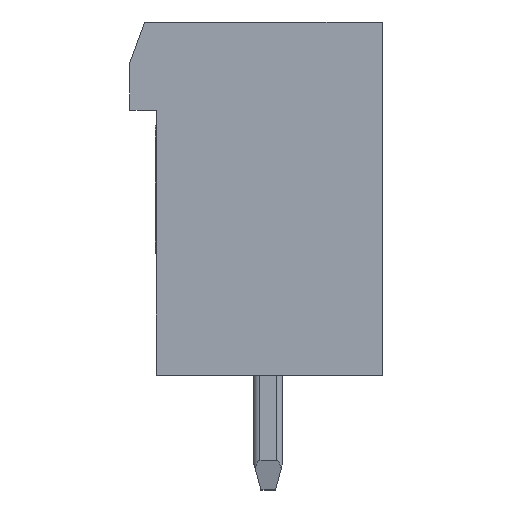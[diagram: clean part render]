
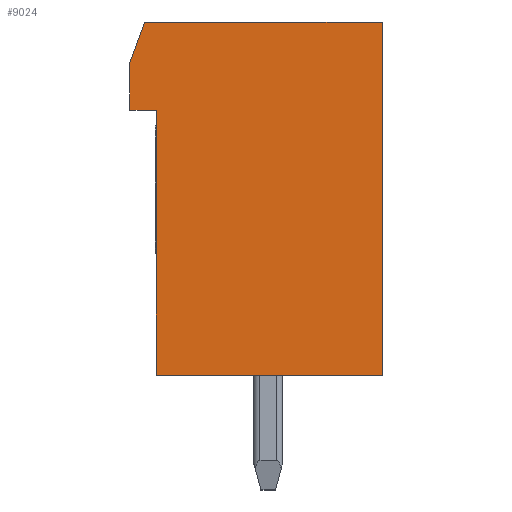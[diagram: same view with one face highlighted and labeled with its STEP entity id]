
A CAD part, left-side view. The second image highlights one B-rep face of the part: STEP entity #9024.
In plain terms, the highlighted planar face has unit normal (-1, 0, 0).
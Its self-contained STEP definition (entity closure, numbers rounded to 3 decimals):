
#9024=ADVANCED_FACE('',(#20318),#20319,.F.);
#13024=VERTEX_POINT('',#24860);
#13028=VERTEX_POINT('',#24864);
#13030=EDGE_CURVE('',#13024,#13028,#24866,.T.);
#13120=VERTEX_POINT('',#24956);
#13124=EDGE_CURVE('',#13024,#13120,#24960,.T.);
#13126=VERTEX_POINT('',#24962);
#13130=VERTEX_POINT('',#24966);
#13134=EDGE_CURVE('',#13126,#13130,#24970,.T.);
#13136=VERTEX_POINT('',#24972);
#13142=EDGE_CURVE('',#13028,#13136,#24978,.T.);
#13178=VERTEX_POINT('',#25015);
#13182=EDGE_CURVE('',#13178,#13126,#25019,.T.);
#13186=EDGE_CURVE('',#13120,#13178,#25023,.T.);
#13198=EDGE_CURVE('',#13136,#13130,#25035,.T.);
#20318=FACE_OUTER_BOUND('',#39602,.T.);
#20319=PLANE('',#39603);
#24860=CARTESIAN_POINT('',(0.0,0.0,12.0));
#24864=CARTESIAN_POINT('',(0.0,0.0,0.0));
#24866=LINE('',#46256,#46257);
#24956=CARTESIAN_POINT('',(0.0,8.07,12.0));
#24960=LINE('',#46414,#46415);
#24962=CARTESIAN_POINT('',(0.0,8.57,9.));
#24966=CARTESIAN_POINT('',(0.0,7.67,9.));
#24970=LINE('',#46430,#46431);
#24972=CARTESIAN_POINT('',(0.0,7.67,0.0));
#24978=LINE('',#46444,#46445);
#25015=CARTESIAN_POINT('',(0.0,8.57,10.626));
#25019=LINE('',#46512,#46513);
#25023=LINE('',#46520,#46521);
#25035=LINE('',#46543,#46544);
#39602=EDGE_LOOP('',(#57864,#57865,#57866,#57867,#57868,#57869,#57870));
#39603=AXIS2_PLACEMENT_3D('',#57871,#57872,#57873);
#46256=CARTESIAN_POINT('',(0.0,0.0,12.0));
#46257=VECTOR('',#62633,1.0);
#46414=CARTESIAN_POINT('',(0.0,0.0,12.0));
#46415=VECTOR('',#62671,1.0);
#46430=CARTESIAN_POINT('',(0.0,8.57,9.));
#46431=VECTOR('',#62674,1.0);
#46444=CARTESIAN_POINT('',(0.0,0.0,0.0));
#46445=VECTOR('',#62677,1.0);
#46512=CARTESIAN_POINT('',(0.0,8.57,10.626));
#46513=VECTOR('',#62703,1.0);
#46520=CARTESIAN_POINT('',(0.0,8.07,12.0));
#46521=VECTOR('',#62705,1.0);
#46543=CARTESIAN_POINT('',(0.0,7.67,0.0));
#46544=VECTOR('',#62713,1.0);
#57864=ORIENTED_EDGE('',*,*,#13124,.T.);
#57865=ORIENTED_EDGE('',*,*,#13186,.T.);
#57866=ORIENTED_EDGE('',*,*,#13182,.T.);
#57867=ORIENTED_EDGE('',*,*,#13134,.T.);
#57868=ORIENTED_EDGE('',*,*,#13198,.F.);
#57869=ORIENTED_EDGE('',*,*,#13142,.F.);
#57870=ORIENTED_EDGE('',*,*,#13030,.F.);
#57871=CARTESIAN_POINT('',(0.0,-0.221,12.306));
#57872=DIRECTION('',(1.0,-0.0,0.0));
#57873=DIRECTION('',(0.0,0.0,-1.0));
#62633=DIRECTION('',(0.0,0.0,-1.0));
#62671=DIRECTION('',(0.0,1.0,0.0));
#62674=DIRECTION('',(0.0,-1.0,0.0));
#62677=DIRECTION('',(0.0,1.0,0.0));
#62703=DIRECTION('',(0.0,0.0,-1.0));
#62705=DIRECTION('',(0.0,0.342,-0.94));
#62713=DIRECTION('',(0.0,0.0,1.0));
